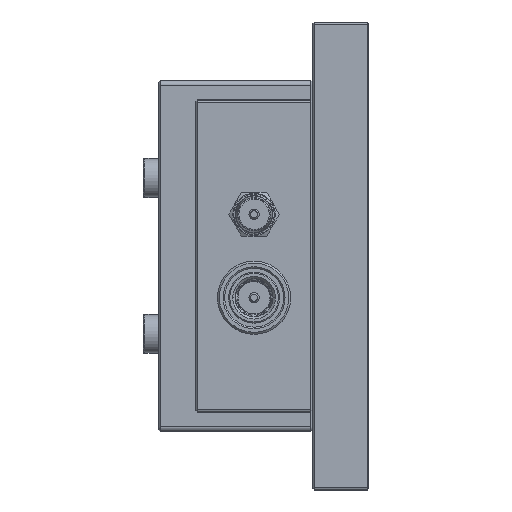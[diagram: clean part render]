
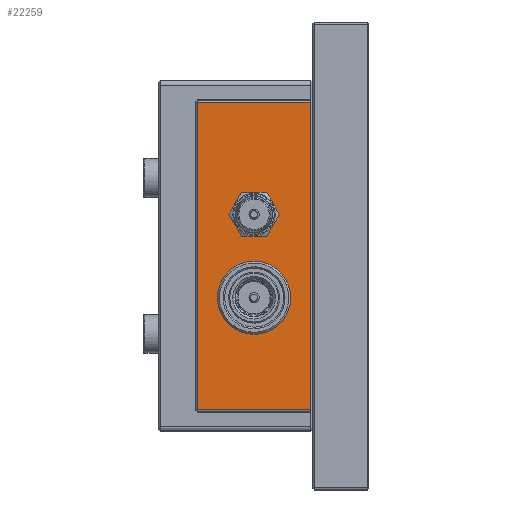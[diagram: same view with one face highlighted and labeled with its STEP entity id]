
A CAD part, left-side view. The second image highlights one B-rep face of the part: STEP entity #22259.
In plain terms, the highlighted face is planar.
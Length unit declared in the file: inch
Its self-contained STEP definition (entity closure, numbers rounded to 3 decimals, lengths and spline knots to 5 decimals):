
#165 = CIRCLE ( 'NONE', #34550, 0.21172 ) ;
#889 = DIRECTION ( 'NONE',  ( 0., 0., 1. ) ) ;
#1326 = CARTESIAN_POINT ( 'NONE',  ( -2., 1.5, 0.5 ) ) ;
#1327 = CARTESIAN_POINT ( 'NONE',  ( 1.97, 1.5, 0.5 ) ) ;
#1590 = ORIENTED_EDGE ( 'NONE', *, *, #22515, .F. ) ;
#1603 = DIRECTION ( 'NONE',  ( 1., 0., 0. ) ) ;
#1807 = VECTOR ( 'NONE', #5958, 39.37008 ) ;
#2743 = CARTESIAN_POINT ( 'NONE',  ( -0.32328, 0.75, 0.5 ) ) ;
#3097 = EDGE_CURVE ( 'NONE', #28348, #16052, #32751, .T. ) ;
#3506 = ORIENTED_EDGE ( 'NONE', *, *, #3097, .F. ) ;
#3581 = EDGE_CURVE ( 'NONE', #16052, #28348, #21339, .T. ) ;
#3694 = EDGE_CURVE ( 'NONE', #9657, #24229, #165, .T. ) ;
#3815 = VECTOR ( 'NONE', #24274, 39.37008 ) ;
#3921 = AXIS2_PLACEMENT_3D ( 'NONE', #26642, #29994, #35451 ) ;
#4687 = CIRCLE ( 'NONE', #3921, 0.21172 ) ;
#5233 = CARTESIAN_POINT ( 'NONE',  ( -1.97, 0.02, 0.5 ) ) ;
#5958 = DIRECTION ( 'NONE',  ( 1., 0., 0. ) ) ;
#6742 = EDGE_CURVE ( 'NONE', #11916, #17772, #30046, .T. ) ;
#7638 = LINE ( 'NONE', #1327, #31751 ) ;
#9657 = VERTEX_POINT ( 'NONE', #2743 ) ;
#10240 = ORIENTED_EDGE ( 'NONE', *, *, #25377, .T. ) ;
#10320 = DIRECTION ( 'NONE',  ( 0., 0., 1. ) ) ;
#11152 = ORIENTED_EDGE ( 'NONE', *, *, #3694, .F. ) ;
#11916 = VERTEX_POINT ( 'NONE', #23124 ) ;
#12005 = DIRECTION ( 'NONE',  ( -1., 0., 0. ) ) ;
#13488 = CARTESIAN_POINT ( 'NONE',  ( 0.74672, 0.75, 0.5 ) ) ;
#14455 = CARTESIAN_POINT ( 'NONE',  ( 1.97, 0.02, 0.5 ) ) ;
#15149 = VERTEX_POINT ( 'NONE', #21897 ) ;
#15391 = FACE_BOUND ( 'NONE', #19920, .T. ) ;
#15535 = ORIENTED_EDGE ( 'NONE', *, *, #17939, .T. ) ;
#15998 = DIRECTION ( 'NONE',  ( 0., -1., 0. ) ) ;
#16052 = VERTEX_POINT ( 'NONE', #27901 ) ;
#17439 = CARTESIAN_POINT ( 'NONE',  ( -0.535, 0.75, 0.5 ) ) ;
#17772 = VERTEX_POINT ( 'NONE', #5233 ) ;
#17939 = EDGE_CURVE ( 'NONE', #17772, #33363, #26099, .T. ) ;
#19920 = EDGE_LOOP ( 'NONE', ( #11152, #1590 ) ) ;
#19941 = EDGE_LOOP ( 'NONE', ( #27354, #10240, #28938, #15535 ) ) ;
#19942 = CARTESIAN_POINT ( 'NONE',  ( -0.74672, 0.75, 0.5 ) ) ;
#20660 = DIRECTION ( 'NONE',  ( 0., 0., -1. ) ) ;
#21339 = CIRCLE ( 'NONE', #28976, 0.21172 ) ;
#21897 = CARTESIAN_POINT ( 'NONE',  ( 1.97, 1.48, 0.5 ) ) ;
#22259 = ADVANCED_FACE ( 'NONE', ( #15391, #29224, #28247 ), #34049, .F. ) ;
#22515 = EDGE_CURVE ( 'NONE', #24229, #9657, #4687, .T. ) ;
#23124 = CARTESIAN_POINT ( 'NONE',  ( -1.97, 1.48, 0.5 ) ) ;
#24095 = CARTESIAN_POINT ( 'NONE',  ( 1.97, 0.02, 0.5 ) ) ;
#24229 = VERTEX_POINT ( 'NONE', #19942 ) ;
#24274 = DIRECTION ( 'NONE',  ( -1., 0., 0. ) ) ;
#25377 = EDGE_CURVE ( 'NONE', #15149, #11916, #28125, .T. ) ;
#25684 = DIRECTION ( 'NONE',  ( 0., 0., 1. ) ) ;
#25860 = AXIS2_PLACEMENT_3D ( 'NONE', #27251, #10320, #26516 ) ;
#26099 = LINE ( 'NONE', #14455, #1807 ) ;
#26191 = EDGE_LOOP ( 'NONE', ( #3506, #32894 ) ) ;
#26516 = DIRECTION ( 'NONE',  ( 1., 0., 0. ) ) ;
#26642 = CARTESIAN_POINT ( 'NONE',  ( -0.535, 0.75, 0.5 ) ) ;
#27251 = CARTESIAN_POINT ( 'NONE',  ( 0.535, 0.75, 0.5 ) ) ;
#27354 = ORIENTED_EDGE ( 'NONE', *, *, #34101, .T. ) ;
#27901 = CARTESIAN_POINT ( 'NONE',  ( 0.32328, 0.75, 0.5 ) ) ;
#28125 = LINE ( 'NONE', #29725, #3815 ) ;
#28247 = FACE_OUTER_BOUND ( 'NONE', #19941, .T. ) ;
#28348 = VERTEX_POINT ( 'NONE', #13488 ) ;
#28938 = ORIENTED_EDGE ( 'NONE', *, *, #6742, .T. ) ;
#28976 = AXIS2_PLACEMENT_3D ( 'NONE', #32118, #889, #31633 ) ;
#29224 = FACE_BOUND ( 'NONE', #26191, .T. ) ;
#29372 = VECTOR ( 'NONE', #15998, 39.37008 ) ;
#29725 = CARTESIAN_POINT ( 'NONE',  ( -2., 1.48, 0.5 ) ) ;
#29994 = DIRECTION ( 'NONE',  ( 0., 0., 1. ) ) ;
#30046 = LINE ( 'NONE', #34702, #29372 ) ;
#31633 = DIRECTION ( 'NONE',  ( 1., 0., 0. ) ) ;
#31751 = VECTOR ( 'NONE', #32086, 39.37008 ) ;
#32086 = DIRECTION ( 'NONE',  ( 0., 1., 0. ) ) ;
#32118 = CARTESIAN_POINT ( 'NONE',  ( 0.535, 0.75, 0.5 ) ) ;
#32751 = CIRCLE ( 'NONE', #25860, 0.21172 ) ;
#32894 = ORIENTED_EDGE ( 'NONE', *, *, #3581, .F. ) ;
#33363 = VERTEX_POINT ( 'NONE', #24095 ) ;
#33819 = AXIS2_PLACEMENT_3D ( 'NONE', #1326, #20660, #12005 ) ;
#34049 = PLANE ( 'NONE',  #33819 ) ;
#34101 = EDGE_CURVE ( 'NONE', #33363, #15149, #7638, .T. ) ;
#34550 = AXIS2_PLACEMENT_3D ( 'NONE', #17439, #25684, #1603 ) ;
#34702 = CARTESIAN_POINT ( 'NONE',  ( -1.97, 1.5, 0.5 ) ) ;
#35451 = DIRECTION ( 'NONE',  ( 1., 0., 0. ) ) ;
